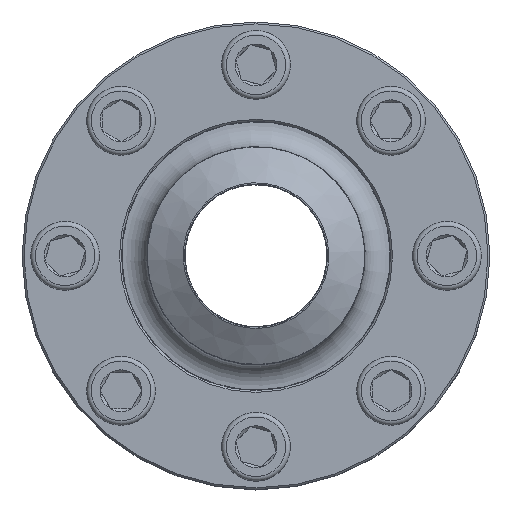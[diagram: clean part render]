
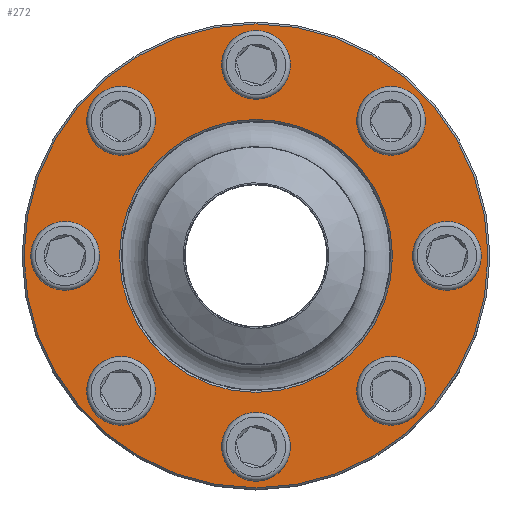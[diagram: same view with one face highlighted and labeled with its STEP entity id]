
A CAD part, top view. The second image highlights one B-rep face of the part: STEP entity #272.
In plain terms, the highlighted planar face has unit normal (0, 0, 1).
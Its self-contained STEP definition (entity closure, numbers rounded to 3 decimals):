
#253=PLANE('',#1192);
#272=ADVANCED_FACE('',(#374,#375,#376,#377,#378,#379,#380,#381,#382,#383),
#253,.T.);
#374=FACE_BOUND('',#513,.T.);
#375=FACE_BOUND('',#514,.T.);
#376=FACE_BOUND('',#515,.T.);
#377=FACE_BOUND('',#516,.T.);
#378=FACE_BOUND('',#517,.T.);
#379=FACE_BOUND('',#518,.T.);
#380=FACE_BOUND('',#519,.T.);
#381=FACE_BOUND('',#520,.T.);
#382=FACE_BOUND('',#521,.T.);
#383=FACE_BOUND('',#522,.T.);
#513=EDGE_LOOP('',(#665));
#514=EDGE_LOOP('',(#666));
#515=EDGE_LOOP('',(#667));
#516=EDGE_LOOP('',(#668));
#517=EDGE_LOOP('',(#669));
#518=EDGE_LOOP('',(#670));
#519=EDGE_LOOP('',(#671));
#520=EDGE_LOOP('',(#672));
#521=EDGE_LOOP('',(#673));
#522=EDGE_LOOP('',(#674));
#665=ORIENTED_EDGE('',*,*,#982,.T.);
#666=ORIENTED_EDGE('',*,*,#983,.T.);
#667=ORIENTED_EDGE('',*,*,#984,.T.);
#668=ORIENTED_EDGE('',*,*,#985,.T.);
#669=ORIENTED_EDGE('',*,*,#986,.T.);
#670=ORIENTED_EDGE('',*,*,#987,.T.);
#671=ORIENTED_EDGE('',*,*,#988,.T.);
#672=ORIENTED_EDGE('',*,*,#989,.T.);
#673=ORIENTED_EDGE('',*,*,#990,.T.);
#674=ORIENTED_EDGE('',*,*,#991,.T.);
#889=VERTEX_POINT('',#1731);
#890=VERTEX_POINT('',#1733);
#891=VERTEX_POINT('',#1735);
#892=VERTEX_POINT('',#1737);
#893=VERTEX_POINT('',#1739);
#894=VERTEX_POINT('',#1741);
#895=VERTEX_POINT('',#1743);
#896=VERTEX_POINT('',#1745);
#897=VERTEX_POINT('',#1747);
#898=VERTEX_POINT('',#1749);
#982=EDGE_CURVE('',#889,#889,#1094,.T.);
#983=EDGE_CURVE('',#890,#890,#1095,.T.);
#984=EDGE_CURVE('',#891,#891,#1096,.T.);
#985=EDGE_CURVE('',#892,#892,#1097,.T.);
#986=EDGE_CURVE('',#893,#893,#1098,.T.);
#987=EDGE_CURVE('',#894,#894,#1099,.T.);
#988=EDGE_CURVE('',#895,#895,#1100,.T.);
#989=EDGE_CURVE('',#896,#896,#1101,.T.);
#990=EDGE_CURVE('',#897,#897,#1102,.T.);
#991=EDGE_CURVE('',#898,#898,#1103,.T.);
#1094=CIRCLE('',#1182,13.5);
#1095=CIRCLE('',#1183,13.5);
#1096=CIRCLE('',#1184,13.5);
#1097=CIRCLE('',#1185,13.5);
#1098=CIRCLE('',#1186,13.5);
#1099=CIRCLE('',#1187,13.5);
#1100=CIRCLE('',#1188,13.5);
#1101=CIRCLE('',#1189,13.5);
#1102=CIRCLE('',#1190,121.5);
#1103=CIRCLE('',#1191,71.5);
#1182=AXIS2_PLACEMENT_3D('',#1730,#1364,#1365);
#1183=AXIS2_PLACEMENT_3D('',#1732,#1366,#1367);
#1184=AXIS2_PLACEMENT_3D('',#1734,#1368,#1369);
#1185=AXIS2_PLACEMENT_3D('',#1736,#1370,#1371);
#1186=AXIS2_PLACEMENT_3D('',#1738,#1372,#1373);
#1187=AXIS2_PLACEMENT_3D('',#1740,#1374,#1375);
#1188=AXIS2_PLACEMENT_3D('',#1742,#1376,#1377);
#1189=AXIS2_PLACEMENT_3D('',#1744,#1378,#1379);
#1190=AXIS2_PLACEMENT_3D('',#1746,#1380,#1381);
#1191=AXIS2_PLACEMENT_3D('',#1748,#1382,#1383);
#1192=AXIS2_PLACEMENT_3D('',#1750,#1384,#1385);
#1364=DIRECTION('',(0.,0.,-1.));
#1365=DIRECTION('',(1.,0.,0.));
#1366=DIRECTION('',(0.,0.,-1.));
#1367=DIRECTION('',(1.,0.,0.));
#1368=DIRECTION('',(0.,0.,-1.));
#1369=DIRECTION('',(1.,0.,0.));
#1370=DIRECTION('',(0.,0.,-1.));
#1371=DIRECTION('',(1.,0.,0.));
#1372=DIRECTION('',(0.,0.,-1.));
#1373=DIRECTION('',(1.,0.,0.));
#1374=DIRECTION('',(0.,0.,-1.));
#1375=DIRECTION('',(1.,0.,0.));
#1376=DIRECTION('',(0.,0.,-1.));
#1377=DIRECTION('',(1.,0.,0.));
#1378=DIRECTION('',(0.,0.,-1.));
#1379=DIRECTION('',(1.,0.,0.));
#1380=DIRECTION('',(0.,0.,1.));
#1381=DIRECTION('',(1.,0.,0.));
#1382=DIRECTION('',(0.,0.,-1.));
#1383=DIRECTION('',(1.,0.,0.));
#1384=DIRECTION('',(0.,0.,1.));
#1385=DIRECTION('',(1.,0.,0.));
#1730=CARTESIAN_POINT('',(-100.,0.,68.));
#1731=CARTESIAN_POINT('',(-86.5,0.,68.));
#1732=CARTESIAN_POINT('',(-70.711,70.711,68.));
#1733=CARTESIAN_POINT('',(-57.211,70.711,68.));
#1734=CARTESIAN_POINT('',(0.,100.,68.));
#1735=CARTESIAN_POINT('',(13.5,100.,68.));
#1736=CARTESIAN_POINT('',(70.711,70.711,68.));
#1737=CARTESIAN_POINT('',(84.211,70.711,68.));
#1738=CARTESIAN_POINT('',(100.,0.,68.));
#1739=CARTESIAN_POINT('',(113.5,0.,68.));
#1740=CARTESIAN_POINT('',(70.711,-70.711,68.));
#1741=CARTESIAN_POINT('',(84.211,-70.711,68.));
#1742=CARTESIAN_POINT('',(0.,-100.,68.));
#1743=CARTESIAN_POINT('',(13.5,-100.,68.));
#1744=CARTESIAN_POINT('',(-70.711,-70.711,68.));
#1745=CARTESIAN_POINT('',(-57.211,-70.711,68.));
#1746=CARTESIAN_POINT('',(0.,0.,68.));
#1747=CARTESIAN_POINT('',(121.5,0.,68.));
#1748=CARTESIAN_POINT('',(0.,0.,68.));
#1749=CARTESIAN_POINT('',(71.5,0.,68.));
#1750=CARTESIAN_POINT('',(0.,0.,68.));
